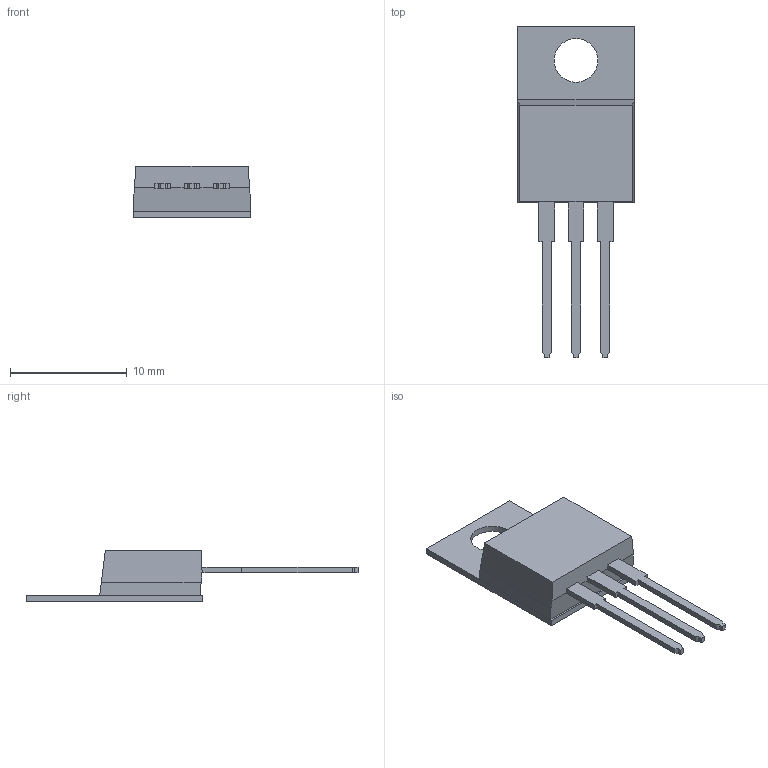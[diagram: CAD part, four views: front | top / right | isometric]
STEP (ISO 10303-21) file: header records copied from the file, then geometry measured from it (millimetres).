
FILE_DESCRIPTION(('STEP AP214'),'1');
FILE_NAME('lm7805act.stp','2020-04-23T08:45:09',('TraceParts'),('TraceParts S.A.'),'Spatial InterOp 3D',' ',' ');
FILE_SCHEMA(('AUTOMOTIVE_DESIGN { 1 0 10303 214 1 1 1 1 }'));
Length unit declared in the file: millimetre
Products named in the file (1): lm7805act
Bounding box: 10.06 x 28.47 x 4.44 mm (x, y, z)
Volume: 420.5 mm3; surface area: 564.2 mm2
Topology: 1 solids, 1 shells, 56 faces, 159 edges, 106 vertices
Faces by surface type: plane 54, cylinder 2
Entity records: 2255 total; most frequent: CARTESIAN_POINT 322, ORIENTED_EDGE 318, DIRECTION 277, EDGE_CURVE 159, LINE 155, VECTOR 155, VERTEX_POINT 106, AXIS2_PLACEMENT_3D 61
